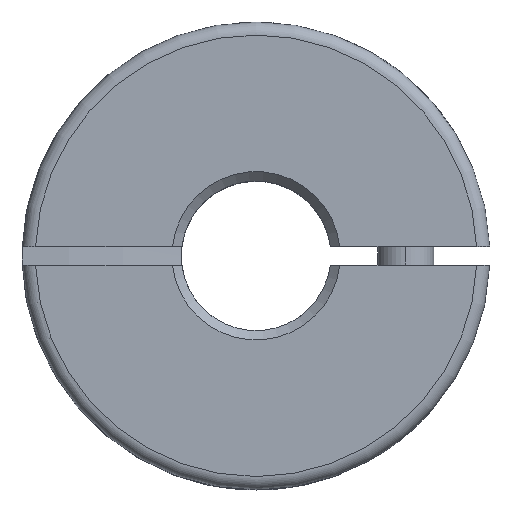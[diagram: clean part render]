
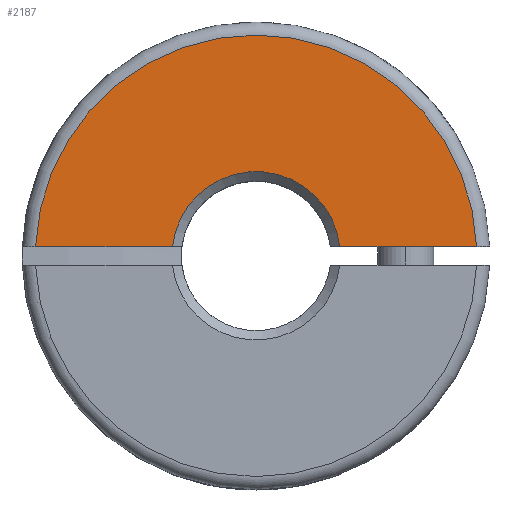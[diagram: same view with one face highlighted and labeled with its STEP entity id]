
A CAD part, top view. The second image highlights one B-rep face of the part: STEP entity #2187.
In plain terms, the highlighted planar face has unit normal (0, 0, 1).
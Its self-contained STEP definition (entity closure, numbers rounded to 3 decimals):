
#210 = DIRECTION ( 'NONE',  ( 1., 0., 0. ) ) ;
#272 = AXIS2_PLACEMENT_3D ( 'NONE', #2530, #3220, #3199 ) ;
#304 = ORIENTED_EDGE ( 'NONE', *, *, #4558, .F. ) ;
#314 = VECTOR ( 'NONE', #4049, 1000. ) ;
#397 = CARTESIAN_POINT ( 'NONE',  ( 0., 0.5, 10. ) ) ;
#808 = CARTESIAN_POINT ( 'NONE',  ( -4.472, 0.5, 10. ) ) ;
#874 = AXIS2_PLACEMENT_3D ( 'NONE', #2675, #3401, #210 ) ;
#887 = VERTEX_POINT ( 'NONE', #2608 ) ;
#1005 = VERTEX_POINT ( 'NONE', #1682 ) ;
#1014 = VECTOR ( 'NONE', #3603, 1000. ) ;
#1310 = ORIENTED_EDGE ( 'NONE', *, *, #2580, .T. ) ;
#1396 = PLANE ( 'NONE',  #272 ) ;
#1619 = DIRECTION ( 'NONE',  ( 1., 0., 0. ) ) ;
#1682 = CARTESIAN_POINT ( 'NONE',  ( -11.789, 0.5, 10. ) ) ;
#1732 = EDGE_CURVE ( 'NONE', #3078, #1005, #3939, .T. ) ;
#1756 = CARTESIAN_POINT ( 'NONE',  ( 11.789, 0.5, 10. ) ) ;
#1832 = AXIS2_PLACEMENT_3D ( 'NONE', #3101, #3079, #1619 ) ;
#2059 = EDGE_LOOP ( 'NONE', ( #304, #3232, #3907, #1310 ) ) ;
#2161 = CARTESIAN_POINT ( 'NONE',  ( 0., 0.5, 10. ) ) ;
#2187 = ADVANCED_FACE ( 'NONE', ( #2903 ), #1396, .T. ) ;
#2530 = CARTESIAN_POINT ( 'NONE',  ( 0., 0., 10. ) ) ;
#2580 = EDGE_CURVE ( 'NONE', #3078, #887, #4002, .T. ) ;
#2608 = CARTESIAN_POINT ( 'NONE',  ( 4.472, 0.5, 10. ) ) ;
#2675 = CARTESIAN_POINT ( 'NONE',  ( 0., 0., 10. ) ) ;
#2903 = FACE_OUTER_BOUND ( 'NONE', #2059, .T. ) ;
#3034 = CIRCLE ( 'NONE', #1832, 11.8 ) ;
#3078 = VERTEX_POINT ( 'NONE', #808 ) ;
#3079 = DIRECTION ( 'NONE',  ( 0., 0., 1. ) ) ;
#3101 = CARTESIAN_POINT ( 'NONE',  ( 0., 0., 10. ) ) ;
#3199 = DIRECTION ( 'NONE',  ( 1., 0., 0. ) ) ;
#3220 = DIRECTION ( 'NONE',  ( 0., 0., 1. ) ) ;
#3232 = ORIENTED_EDGE ( 'NONE', *, *, #3302, .T. ) ;
#3302 = EDGE_CURVE ( 'NONE', #3435, #1005, #3034, .T. ) ;
#3401 = DIRECTION ( 'NONE',  ( 0., 0., -1. ) ) ;
#3435 = VERTEX_POINT ( 'NONE', #1756 ) ;
#3603 = DIRECTION ( 'NONE',  ( -1., 0., 0. ) ) ;
#3907 = ORIENTED_EDGE ( 'NONE', *, *, #1732, .F. ) ;
#3939 = LINE ( 'NONE', #2161, #1014 ) ;
#4002 = CIRCLE ( 'NONE', #874, 4.5 ) ;
#4049 = DIRECTION ( 'NONE',  ( -1., 0., 0. ) ) ;
#4317 = LINE ( 'NONE', #397, #314 ) ;
#4558 = EDGE_CURVE ( 'NONE', #3435, #887, #4317, .T. ) ;
